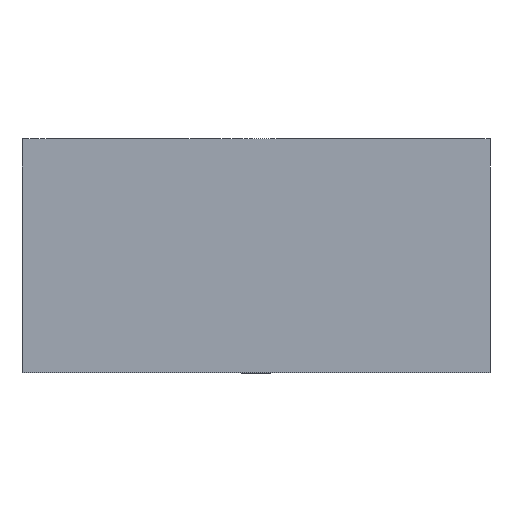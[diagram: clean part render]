
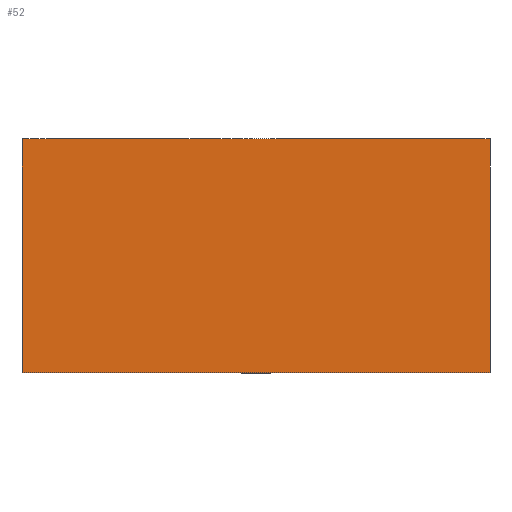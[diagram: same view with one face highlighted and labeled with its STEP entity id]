
A CAD part, top view. The second image highlights one B-rep face of the part: STEP entity #52.
In plain terms, the highlighted planar face has unit normal (0, 0, 1).
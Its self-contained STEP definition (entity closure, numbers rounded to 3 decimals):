
#52=ADVANCED_FACE('',(#73),#65,.T.);
#65=PLANE('',#275);
#73=FACE_OUTER_BOUND('',#86,.T.);
#86=EDGE_LOOP('',(#120,#121,#122,#123));
#120=ORIENTED_EDGE('',*,*,#206,.T.);
#121=ORIENTED_EDGE('',*,*,#195,.T.);
#122=ORIENTED_EDGE('',*,*,#207,.T.);
#123=ORIENTED_EDGE('',*,*,#201,.T.);
#172=VERTEX_POINT('',#381);
#173=VERTEX_POINT('',#383);
#178=VERTEX_POINT('',#394);
#179=VERTEX_POINT('',#396);
#195=EDGE_CURVE('',#173,#172,#225,.T.);
#201=EDGE_CURVE('',#179,#178,#228,.T.);
#206=EDGE_CURVE('',#178,#173,#231,.T.);
#207=EDGE_CURVE('',#172,#179,#232,.T.);
#225=LINE('',#382,#248);
#228=LINE('',#395,#251);
#231=LINE('',#404,#254);
#232=LINE('',#405,#255);
#248=VECTOR('',#305,1.);
#251=VECTOR('',#316,1.);
#254=VECTOR('',#325,1.);
#255=VECTOR('',#326,1.);
#275=AXIS2_PLACEMENT_3D('',#406,#327,#328);
#305=DIRECTION('',(1.,0.,0.));
#316=DIRECTION('',(-1.,0.,0.));
#325=DIRECTION('',(0.,-1.,0.));
#326=DIRECTION('',(0.,1.,0.));
#327=DIRECTION('',(0.,0.,1.));
#328=DIRECTION('',(1.,0.,0.));
#381=CARTESIAN_POINT('',(40.,-30.,5.));
#382=CARTESIAN_POINT('',(-40.,-30.,5.));
#383=CARTESIAN_POINT('',(-40.,-30.,5.));
#394=CARTESIAN_POINT('',(-40.,10.,5.));
#395=CARTESIAN_POINT('',(40.,10.,5.));
#396=CARTESIAN_POINT('',(40.,10.,5.));
#404=CARTESIAN_POINT('',(-40.,10.,5.));
#405=CARTESIAN_POINT('',(40.,-30.,5.));
#406=CARTESIAN_POINT('',(0.,0.,5.));
